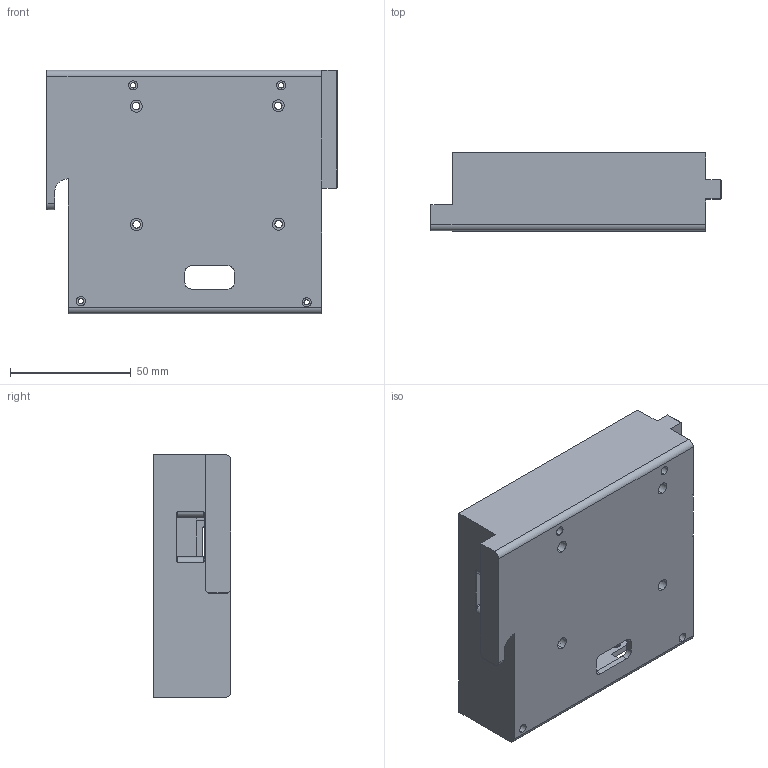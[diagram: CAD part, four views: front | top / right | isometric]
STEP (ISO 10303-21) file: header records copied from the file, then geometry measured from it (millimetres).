
FILE_DESCRIPTION (( 'STEP AP203' ), '1' );
FILE_NAME ('C000_bottom_case.step', '2019-10-07T21:24:17', ( '' ), ( '' ), 'SwSTEP 2.0', 'SolidWorks 2017', '' );
FILE_SCHEMA (( 'CONFIG_CONTROL_DESIGN' ));
Length unit declared in the file: inch
Products named in the file (1): C000_bottom_case
Bounding box: 119.89 x 32.2 x 100.58 mm (x, y, z)
Volume: 68179.3 mm3; surface area: 52620.2 mm2
Topology: 1 solids, 1 shells, 256 faces, 693 edges, 445 vertices
Faces by surface type: plane 126, cylinder 102, bspline 14, torus 14
Entity records: 8700 total; most frequent: CARTESIAN_POINT 2120, ORIENTED_EDGE 1370, DIRECTION 1332, EDGE_CURVE 685, AXIS2_PLACEMENT_3D 451, VERTEX_POINT 445, LINE 430, VECTOR 430
